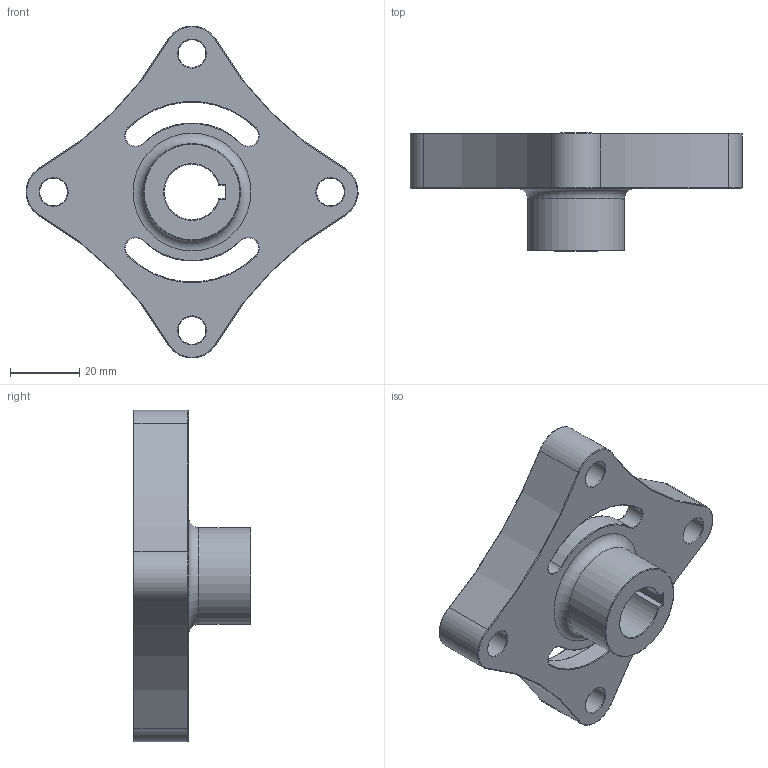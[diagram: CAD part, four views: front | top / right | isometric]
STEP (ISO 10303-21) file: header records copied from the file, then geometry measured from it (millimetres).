
FILE_DESCRIPTION (( 'STEP AP214' ), '1' );
FILE_NAME ('cover or retainer.STEP', '2025-08-08T08:35:38', ( '' ), ( '' ), 'SwSTEP 2.0', 'SolidWorks 2025', '' );
FILE_SCHEMA (( 'AUTOMOTIVE_DESIGN' ));
Length unit declared in the file: millimetre
Products named in the file (1): cover or retainer
Bounding box: 95.95 x 34 x 95.95 mm (x, y, z)
Volume: 46731.9 mm3; surface area: 20583.5 mm2
Topology: 1 solids, 1 shells, 86 faces, 189 edges, 108 vertices
Faces by surface type: torus 44, cylinder 30, plane 8, cone 4
Full cylindrical faces by diameter (mm): 8 x4, 28 x2, 64 x1
Entity records: 2327 total; most frequent: DIRECTION 462, CARTESIAN_POINT 395, ORIENTED_EDGE 336, AXIS2_PLACEMENT_3D 215, EDGE_CURVE 168, CIRCLE 128, EDGE_LOOP 124, VERTEX_POINT 108
